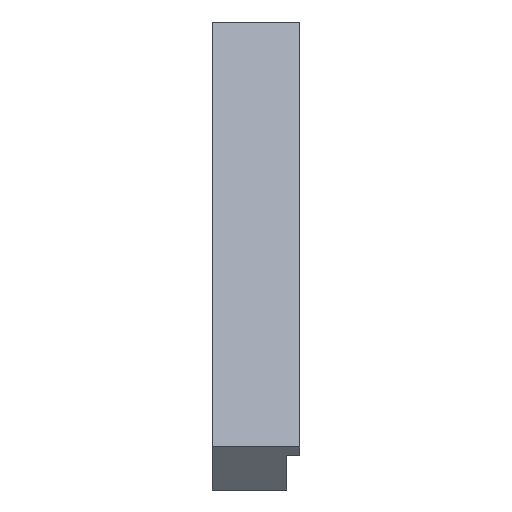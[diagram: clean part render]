
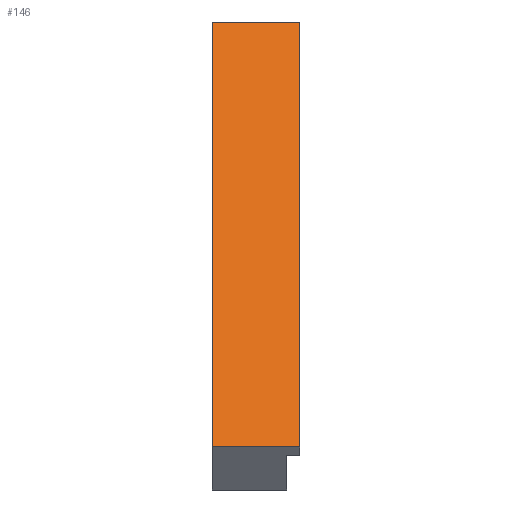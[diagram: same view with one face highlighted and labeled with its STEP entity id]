
A CAD part, left-side view. The second image highlights one B-rep face of the part: STEP entity #146.
In plain terms, the highlighted planar face has unit normal (-0.629, 0, 0.777).
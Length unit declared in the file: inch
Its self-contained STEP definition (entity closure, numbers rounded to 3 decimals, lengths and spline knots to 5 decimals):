
#20=FACE_OUTER_BOUND('',#28,.T.);
#28=EDGE_LOOP('',(#119,#120,#121,#122));
#33=LINE('',#215,#51);
#44=LINE('',#236,#62);
#46=LINE('',#241,#64);
#47=LINE('',#242,#65);
#51=VECTOR('',#177,0.3937);
#62=VECTOR('',#194,0.3937);
#64=VECTOR('',#200,0.3937);
#65=VECTOR('',#201,0.3937);
#69=VERTEX_POINT('',#212);
#70=VERTEX_POINT('',#214);
#77=VERTEX_POINT('',#234);
#78=VERTEX_POINT('',#240);
#81=EDGE_CURVE('',#69,#70,#33,.T.);
#92=EDGE_CURVE('',#77,#70,#44,.T.);
#94=EDGE_CURVE('',#78,#77,#46,.T.);
#95=EDGE_CURVE('',#78,#69,#47,.T.);
#119=ORIENTED_EDGE('',*,*,#94,.T.);
#120=ORIENTED_EDGE('',*,*,#92,.T.);
#121=ORIENTED_EDGE('',*,*,#81,.F.);
#122=ORIENTED_EDGE('',*,*,#95,.F.);
#138=PLANE('',#168);
#146=ADVANCED_FACE('',(#20),#138,.T.);
#168=AXIS2_PLACEMENT_3D('',#239,#198,#199);
#177=DIRECTION('',(0.,1.,0.));
#194=DIRECTION('',(-0.777,0.,-0.629));
#198=DIRECTION('center_axis',(-0.629,0.,0.777));
#199=DIRECTION('ref_axis',(0.,1.,0.));
#200=DIRECTION('',(0.,1.,0.));
#201=DIRECTION('',(-0.777,0.,-0.629));
#212=CARTESIAN_POINT('',(-34.11556,79.625,-28.913));
#214=CARTESIAN_POINT('',(-34.11556,85.375,-28.913));
#215=CARTESIAN_POINT('',(-34.11556,81.0625,-28.913));
#234=CARTESIAN_POINT('',(0.25106,85.375,-1.08345));
#236=CARTESIAN_POINT('',(0.35412,85.375,-1.));
#239=CARTESIAN_POINT('Origin',(0.35412,79.625,-1.));
#240=CARTESIAN_POINT('',(0.25106,79.625,-1.08345));
#241=CARTESIAN_POINT('',(0.25106,37.6875,-1.08345));
#242=CARTESIAN_POINT('',(0.35412,79.625,-1.));
